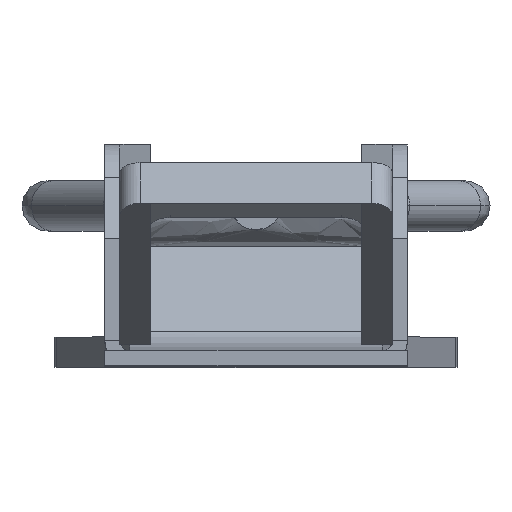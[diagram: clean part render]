
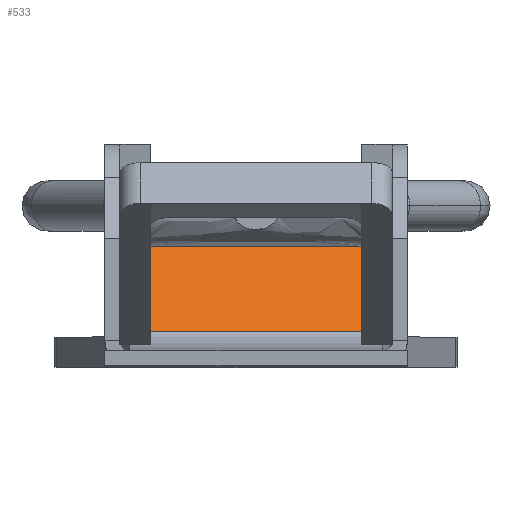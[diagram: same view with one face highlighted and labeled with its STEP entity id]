
A CAD part, top view. The second image highlights one B-rep face of the part: STEP entity #533.
In plain terms, the highlighted free-form (B-spline) face has degree [1, 1] with [2, 2] control points.
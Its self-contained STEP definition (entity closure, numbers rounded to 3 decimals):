
#117 = EDGE_CURVE('',#118,#120,#122,.T.);
#118 = VERTEX_POINT('',#119);
#119 = CARTESIAN_POINT('',(-18.58,5.275,33.715
    ));
#120 = VERTEX_POINT('',#121);
#121 = CARTESIAN_POINT('',(18.58,5.275,33.715
    ));
#122 = B_SPLINE_CURVE_WITH_KNOTS('',1,(#123,#124),.UNSPECIFIED.,.F.,.F.,
  (2,2),(0.,25.),.PIECEWISE_BEZIER_KNOTS.);
#123 = CARTESIAN_POINT('',(-18.58,5.275,33.715
    ));
#124 = CARTESIAN_POINT('',(18.58,5.275,33.715
    ));
#509 = EDGE_CURVE('',#510,#512,#514,.T.);
#510 = VERTEX_POINT('',#511);
#511 = CARTESIAN_POINT('',(15.607,27.498,
    20.885));
#512 = VERTEX_POINT('',#513);
#513 = CARTESIAN_POINT('',(-15.607,27.498,
    20.885));
#514 = B_SPLINE_CURVE_WITH_KNOTS('',1,(#515,#516),.UNSPECIFIED.,.F.,.F.,
  (2,2),(2.,23.),.PIECEWISE_BEZIER_KNOTS.);
#515 = CARTESIAN_POINT('',(15.607,27.498,
    20.885));
#516 = CARTESIAN_POINT('',(-15.607,27.498,
    20.885));
#533 = ADVANCED_FACE('',(#534),#564,.T.);
#534 = FACE_BOUND('',#535,.T.);
#535 = EDGE_LOOP('',(#536,#543,#549,#550,#558,#563));
#536 = ORIENTED_EDGE('',*,*,#537,.T.);
#537 = EDGE_CURVE('',#120,#538,#540,.T.);
#538 = VERTEX_POINT('',#539);
#539 = CARTESIAN_POINT('',(18.58,24.923,
    22.371));
#540 = B_SPLINE_CURVE_WITH_KNOTS('',1,(#541,#542),.UNSPECIFIED.,.F.,.F.,
  (2,2),(0.634,15.898),.PIECEWISE_BEZIER_KNOTS.);
#541 = CARTESIAN_POINT('',(18.58,5.275,33.715
    ));
#542 = CARTESIAN_POINT('',(18.58,24.923,
    22.371));
#543 = ORIENTED_EDGE('',*,*,#544,.T.);
#544 = EDGE_CURVE('',#538,#510,#545,.T.);
#545 = ( BOUNDED_CURVE() B_SPLINE_CURVE(2,(#546,#547,#548),
.UNSPECIFIED.,.F.,.F.) B_SPLINE_CURVE_WITH_KNOTS((3,3),(1.571,
3.142),.PIECEWISE_BEZIER_KNOTS.) CURVE() 
GEOMETRIC_REPRESENTATION_ITEM() RATIONAL_B_SPLINE_CURVE((1.,
0.707,1.)) REPRESENTATION_ITEM('') );
#546 = CARTESIAN_POINT('',(18.58,24.923,
    22.371));
#547 = CARTESIAN_POINT('',(18.58,27.498,
    20.885));
#548 = CARTESIAN_POINT('',(15.607,27.498,
    20.885));
#549 = ORIENTED_EDGE('',*,*,#509,.T.);
#550 = ORIENTED_EDGE('',*,*,#551,.T.);
#551 = EDGE_CURVE('',#512,#552,#554,.T.);
#552 = VERTEX_POINT('',#553);
#553 = CARTESIAN_POINT('',(-18.58,24.923,
    22.371));
#554 = ( BOUNDED_CURVE() B_SPLINE_CURVE(2,(#555,#556,#557),
.UNSPECIFIED.,.F.,.F.) B_SPLINE_CURVE_WITH_KNOTS((3,3),(3.142,
4.712),.PIECEWISE_BEZIER_KNOTS.) CURVE() 
GEOMETRIC_REPRESENTATION_ITEM() RATIONAL_B_SPLINE_CURVE((1.,
0.707,1.)) REPRESENTATION_ITEM('') );
#555 = CARTESIAN_POINT('',(-15.607,27.498,
    20.885));
#556 = CARTESIAN_POINT('',(-18.58,27.498,
    20.885));
#557 = CARTESIAN_POINT('',(-18.58,24.923,
    22.371));
#558 = ORIENTED_EDGE('',*,*,#559,.F.);
#559 = EDGE_CURVE('',#118,#552,#560,.T.);
#560 = B_SPLINE_CURVE_WITH_KNOTS('',1,(#561,#562),.UNSPECIFIED.,.F.,.F.,
  (2,2),(0.634,15.898),.PIECEWISE_BEZIER_KNOTS.);
#561 = CARTESIAN_POINT('',(-18.58,5.275,33.715
    ));
#562 = CARTESIAN_POINT('',(-18.58,24.923,
    22.371));
#563 = ORIENTED_EDGE('',*,*,#117,.T.);
#564 = B_SPLINE_SURFACE_WITH_KNOTS('',1,1,(
    (#565,#566)
    ,(#567,#568
    )),.UNSPECIFIED.,.F.,.F.,.F.,(2,2),(2,2),(-17.898,
    -0.634),(-25.,0.),.PIECEWISE_BEZIER_KNOTS.);
#565 = CARTESIAN_POINT('',(-18.58,27.498,
    20.885));
#566 = CARTESIAN_POINT('',(18.58,27.498,
    20.885));
#567 = CARTESIAN_POINT('',(-18.58,5.275,33.715
    ));
#568 = CARTESIAN_POINT('',(18.58,5.275,33.715
    ));
